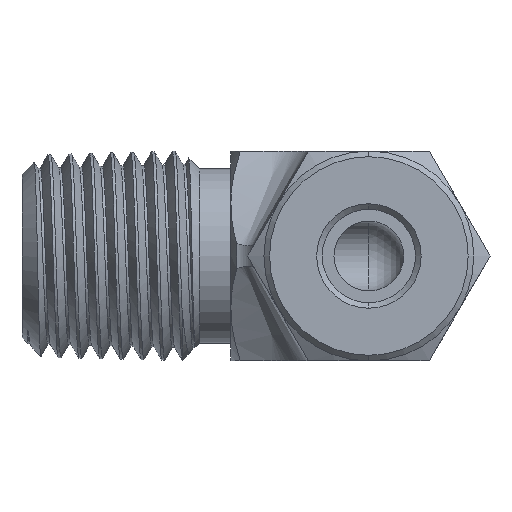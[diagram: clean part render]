
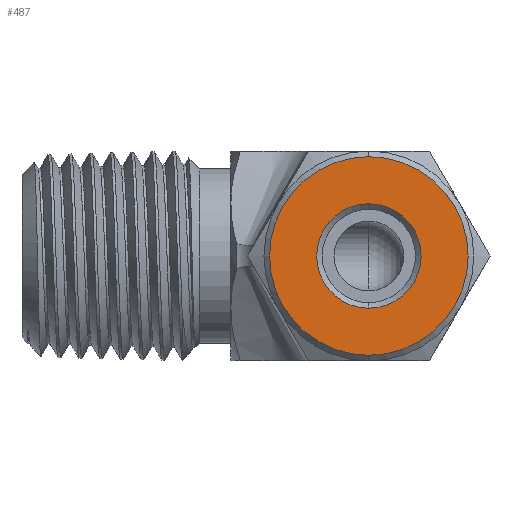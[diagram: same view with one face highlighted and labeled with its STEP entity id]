
A CAD part, left-side view. The second image highlights one B-rep face of the part: STEP entity #487.
In plain terms, the highlighted planar face has unit normal (-1, 0, 0).
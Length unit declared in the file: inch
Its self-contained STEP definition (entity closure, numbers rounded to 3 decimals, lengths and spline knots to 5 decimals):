
#487 = ADVANCED_FACE ( 'NONE', ( #7444, #7443 ), #7442, .T. ) ;
#488 = EDGE_LOOP ( 'NONE', ( #554, #549 ) ) ;
#547 = EDGE_CURVE ( 'NONE', #8652, #8653, #7490, .T. ) ;
#549 = ORIENTED_EDGE ( 'NONE', *, *, #8649, .T. ) ;
#551 = ORIENTED_EDGE ( 'NONE', *, *, #8596, .T. ) ;
#554 = ORIENTED_EDGE ( 'NONE', *, *, #547, .T. ) ;
#556 = EDGE_CURVE ( 'NONE', #8601, #8587, #7545, .T. ) ;
#557 = EDGE_LOOP ( 'NONE', ( #551, #563 ) ) ;
#563 = ORIENTED_EDGE ( 'NONE', *, *, #556, .T. ) ;
#2393 = DIRECTION ( 'NONE',  ( 0., 0., 1. ) ) ;
#2757 = CARTESIAN_POINT ( 'NONE',  ( -1.06, 0., -0.26625 ) ) ;
#3322 = CARTESIAN_POINT ( 'NONE',  ( -1.06, 0., -0.14 ) ) ;
#3323 = DIRECTION ( 'NONE',  ( 0., 0., 1. ) ) ;
#3324 = DIRECTION ( 'NONE',  ( 1., 0., 0. ) ) ;
#3325 = CARTESIAN_POINT ( 'NONE',  ( -1.06, 0., 0. ) ) ;
#3326 = AXIS2_PLACEMENT_3D ( 'NONE', #3325, #3324, #3323 ) ;
#3327 = CIRCLE ( 'NONE', #3326, 0.14 ) ;
#3328 = CARTESIAN_POINT ( 'NONE',  ( -1.06, 0., 0.14 ) ) ;
#3401 = DIRECTION ( 'NONE',  ( -1., 0., 0. ) ) ;
#3402 = CARTESIAN_POINT ( 'NONE',  ( -1.06, 0., 0. ) ) ;
#3403 = AXIS2_PLACEMENT_3D ( 'NONE', #3402, #3401, #2393 ) ;
#3404 = CIRCLE ( 'NONE', #3403, 0.26625 ) ;
#3405 = CARTESIAN_POINT ( 'NONE',  ( -1.06, 0., 0.26625 ) ) ;
#7438 = DIRECTION ( 'NONE',  ( 0., 0., 1. ) ) ;
#7439 = DIRECTION ( 'NONE',  ( -1., 0., 0. ) ) ;
#7440 = CARTESIAN_POINT ( 'NONE',  ( -1.06, 0., -0.5625 ) ) ;
#7441 = AXIS2_PLACEMENT_3D ( 'NONE', #7440, #7439, #7438 ) ;
#7442 = PLANE ( 'NONE',  #7441 ) ;
#7443 = FACE_BOUND ( 'NONE', #557, .T. ) ;
#7444 = FACE_OUTER_BOUND ( 'NONE', #488, .T. ) ;
#7482 = DIRECTION ( 'NONE',  ( 0., 0., 1. ) ) ;
#7483 = DIRECTION ( 'NONE',  ( -1., 0., 0. ) ) ;
#7484 = CARTESIAN_POINT ( 'NONE',  ( -1.06, 0., 0. ) ) ;
#7485 = AXIS2_PLACEMENT_3D ( 'NONE', #7484, #7483, #7482 ) ;
#7490 = CIRCLE ( 'NONE', #7485, 0.26625 ) ;
#7541 = DIRECTION ( 'NONE',  ( 0., 0., 1. ) ) ;
#7542 = DIRECTION ( 'NONE',  ( 1., 0., 0. ) ) ;
#7543 = CARTESIAN_POINT ( 'NONE',  ( -1.06, 0., 0. ) ) ;
#7544 = AXIS2_PLACEMENT_3D ( 'NONE', #7543, #7542, #7541 ) ;
#7545 = CIRCLE ( 'NONE', #7544, 0.14 ) ;
#8587 = VERTEX_POINT ( 'NONE', #3328 ) ;
#8596 = EDGE_CURVE ( 'NONE', #8587, #8601, #3327, .T. ) ;
#8601 = VERTEX_POINT ( 'NONE', #3322 ) ;
#8649 = EDGE_CURVE ( 'NONE', #8653, #8652, #3404, .T. ) ;
#8652 = VERTEX_POINT ( 'NONE', #2757 ) ;
#8653 = VERTEX_POINT ( 'NONE', #3405 ) ;
